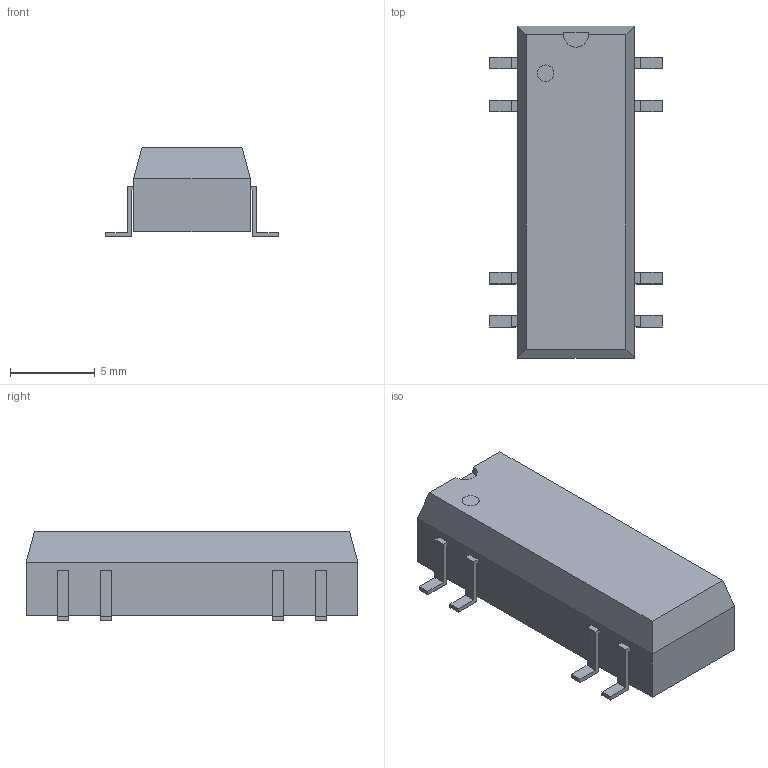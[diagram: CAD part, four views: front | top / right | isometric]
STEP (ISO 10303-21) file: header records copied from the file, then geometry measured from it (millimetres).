
FILE_DESCRIPTION(/* description */ (''),/* implementation_level */ '2;1');
FILE_NAME(/* name */ 'TRR-1A-05-S-00-R.step',/* time_stamp */ '2021-11-09T23:29:13+03:00',/* author */ (''),/* organization */ (''),/* preprocessor_version */ 'ST-DEVELOPER v18.1',/* originating_system */ 'Autodesk Translation Framework v10.10.0.1391',/* authorisation */ '');
FILE_SCHEMA (('AUTOMOTIVE_DESIGN { 1 0 10303 214 3 1 1 }'));
Length unit declared in the file: millimetre
Products named in the file (1): TRR-1A-05-S-00-R
Bounding box: 10.2 x 19.6 x 5.3 mm (x, y, z)
Volume: 657.8 mm3; surface area: 581.8 mm2
Topology: 10 solids, 10 shells, 95 faces, 221 edges, 146 vertices
Faces by surface type: plane 93, cylinder 2
Full cylindrical faces by diameter (mm): 1 x1
Entity records: 2687 total; most frequent: CARTESIAN_POINT 463, ORIENTED_EDGE 442, DIRECTION 419, EDGE_CURVE 221, LINE 215, VECTOR 215, VERTEX_POINT 146, AXIS2_PLACEMENT_3D 102
